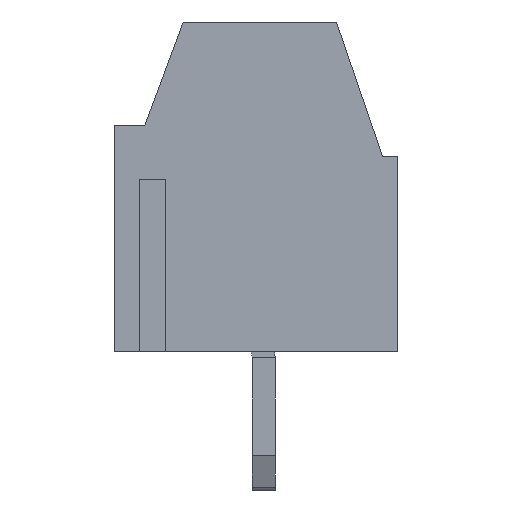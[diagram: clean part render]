
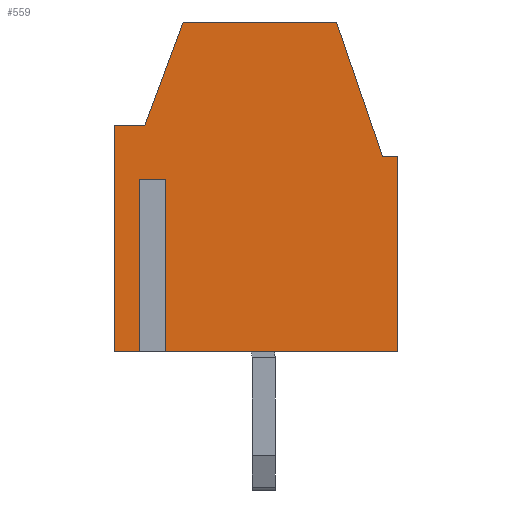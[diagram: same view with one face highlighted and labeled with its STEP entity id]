
A CAD part, left-side view. The second image highlights one B-rep face of the part: STEP entity #559.
In plain terms, the highlighted planar face has unit normal (-1, 0, 0).
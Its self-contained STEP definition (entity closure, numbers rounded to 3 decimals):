
#559=ADVANCED_FACE('',(#2325),#2327,.T.);
#2325=FACE_BOUND('',#2326,.T.);
#2326=EDGE_LOOP('',(#3730,#3731,#3732,#3733,#3734,#3735,#3736,#3737,#3738,#3739,
#3740,#3741));
#2327=PLANE('',#2328);
#2328=AXIS2_PLACEMENT_3D('',#2329,#2330,#2331);
#2329=CARTESIAN_POINT('',(-1.75,0.,0.));
#2330=DIRECTION('',(-1.,0.,0.));
#2331=DIRECTION('',(0.,0.,-1.));
#3730=ORIENTED_EDGE('',*,*,#4688,.F.);
#3731=ORIENTED_EDGE('',*,*,#4689,.F.);
#3732=ORIENTED_EDGE('',*,*,#4690,.F.);
#3733=ORIENTED_EDGE('',*,*,#4691,.T.);
#3734=ORIENTED_EDGE('',*,*,#4692,.T.);
#3735=ORIENTED_EDGE('',*,*,#4693,.T.);
#3736=ORIENTED_EDGE('',*,*,#4694,.T.);
#3737=ORIENTED_EDGE('',*,*,#4628,.T.);
#3738=ORIENTED_EDGE('',*,*,#4684,.T.);
#3739=ORIENTED_EDGE('',*,*,#4695,.T.);
#3740=ORIENTED_EDGE('',*,*,#4696,.T.);
#3741=ORIENTED_EDGE('',*,*,#4697,.T.);
#4628=EDGE_CURVE('',#5142,#5140,#5143,.T.);
#4684=EDGE_CURVE('',#5140,#5243,#5245,.T.);
#4688=EDGE_CURVE('',#5251,#5252,#5253,.T.);
#4689=EDGE_CURVE('',#5254,#5251,#5255,.F.);
#4690=EDGE_CURVE('',#5256,#5254,#5257,.T.);
#4691=EDGE_CURVE('',#5256,#5258,#5259,.T.);
#4692=EDGE_CURVE('',#5258,#5260,#5261,.T.);
#4693=EDGE_CURVE('',#5260,#5262,#5263,.T.);
#4694=EDGE_CURVE('',#5262,#5142,#5264,.T.);
#4695=EDGE_CURVE('',#5243,#5265,#5266,.T.);
#4696=EDGE_CURVE('',#5265,#5267,#5268,.T.);
#4697=EDGE_CURVE('',#5267,#5252,#5269,.T.);
#5140=VERTEX_POINT('',#5968);
#5142=VERTEX_POINT('',#5972);
#5143=LINE('',#5973,#5974);
#5243=VERTEX_POINT('',#6190);
#5245=LINE('',#6194,#6195);
#5251=VERTEX_POINT('',#6208);
#5252=VERTEX_POINT('',#6209);
#5253=LINE('',#6210,#6211);
#5254=VERTEX_POINT('',#6213);
#5255=LINE('',#6214,#6215);
#5256=VERTEX_POINT('',#6217);
#5257=LINE('',#6218,#6219);
#5258=VERTEX_POINT('',#6221);
#5259=LINE('',#6222,#6223);
#5260=VERTEX_POINT('',#6225);
#5261=LINE('',#6226,#6227);
#5262=VERTEX_POINT('',#6229);
#5263=LINE('',#6230,#6231);
#5264=LINE('',#6233,#6234);
#5265=VERTEX_POINT('',#6236);
#5266=LINE('',#6237,#6238);
#5267=VERTEX_POINT('',#6240);
#5268=LINE('',#6241,#6242);
#5269=LINE('',#6244,#6245);
#5968=CARTESIAN_POINT('',(-1.75,2.1,8.6));
#5972=CARTESIAN_POINT('',(-1.75,-1.9,8.6));
#5973=CARTESIAN_POINT('',(-1.75,-1.9,8.6));
#5974=VECTOR('',#5975,1.);
#5975=DIRECTION('',(0.,1.,0.));
#6190=CARTESIAN_POINT('',(-1.75,3.1,5.9));
#6194=CARTESIAN_POINT('',(-1.75,2.1,8.6));
#6195=VECTOR('',#6196,1.);
#6196=DIRECTION('',(0.,0.347,-0.938));
#6208=CARTESIAN_POINT('',(-1.75,3.15,4.5));
#6209=CARTESIAN_POINT('',(-1.75,3.15,0.));
#6210=CARTESIAN_POINT('',(-1.75,3.15,4.5));
#6211=VECTOR('',#6212,1.);
#6212=DIRECTION('',(0.,0.,-1.));
#6213=CARTESIAN_POINT('',(-1.75,2.65,4.5));
#6214=CARTESIAN_POINT('',(-1.75,3.15,4.5));
#6215=VECTOR('',#6216,1.);
#6216=DIRECTION('',(0.,-1.,0.));
#6217=CARTESIAN_POINT('',(-1.75,2.65,0.));
#6218=CARTESIAN_POINT('',(-1.75,2.65,0.));
#6219=VECTOR('',#6220,1.);
#6220=DIRECTION('',(0.,0.,1.));
#6221=CARTESIAN_POINT('',(-1.75,-3.5,0.));
#6222=CARTESIAN_POINT('',(-1.75,2.65,0.));
#6223=VECTOR('',#6224,1.);
#6224=DIRECTION('',(0.,-1.,0.));
#6225=CARTESIAN_POINT('',(-1.75,-3.5,5.1));
#6226=CARTESIAN_POINT('',(-1.75,-3.5,0.));
#6227=VECTOR('',#6228,1.);
#6228=DIRECTION('',(0.,0.,1.));
#6229=CARTESIAN_POINT('',(-1.75,-3.1,5.1));
#6230=CARTESIAN_POINT('',(-1.75,-3.5,5.1));
#6231=VECTOR('',#6232,1.);
#6232=DIRECTION('',(0.,1.,0.));
#6233=CARTESIAN_POINT('',(-1.75,-3.1,5.1));
#6234=VECTOR('',#6235,1.);
#6235=DIRECTION('',(0.,0.324,0.946));
#6236=CARTESIAN_POINT('',(-1.75,3.9,5.9));
#6237=CARTESIAN_POINT('',(-1.75,3.1,5.9));
#6238=VECTOR('',#6239,1.);
#6239=DIRECTION('',(0.,1.,0.));
#6240=CARTESIAN_POINT('',(-1.75,3.9,0.));
#6241=CARTESIAN_POINT('',(-1.75,3.9,5.9));
#6242=VECTOR('',#6243,1.);
#6243=DIRECTION('',(0.,0.,-1.));
#6244=CARTESIAN_POINT('',(-1.75,3.9,0.));
#6245=VECTOR('',#6246,1.);
#6246=DIRECTION('',(0.,-1.,0.));
